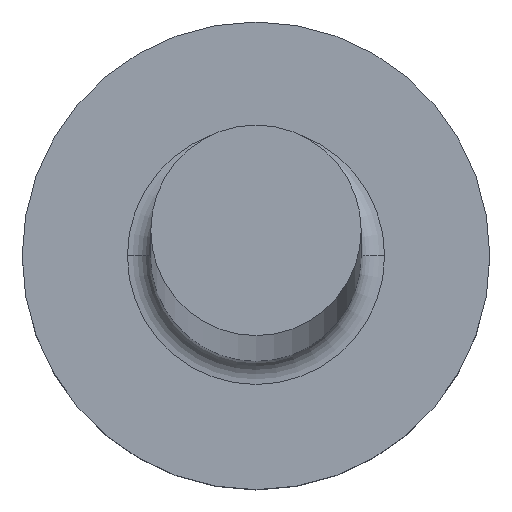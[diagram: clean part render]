
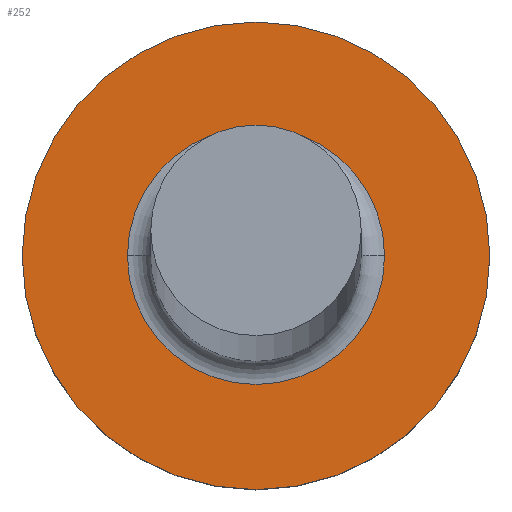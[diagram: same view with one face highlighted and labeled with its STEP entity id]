
A CAD part, top view. The second image highlights one B-rep face of the part: STEP entity #252.
In plain terms, the highlighted planar face has unit normal (0, 0, 1).
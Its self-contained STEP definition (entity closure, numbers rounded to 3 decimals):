
#1 = CARTESIAN_POINT ( 'NONE',  ( 0., 0., 1.5 ) ) ;
#4 = DIRECTION ( 'NONE',  ( 0., 0., 1. ) ) ;
#17 = CARTESIAN_POINT ( 'NONE',  ( 1.1, 0., 1.5 ) ) ;
#19 = CIRCLE ( 'NONE', #172, 2. ) ;
#24 = FACE_OUTER_BOUND ( 'NONE', #178, .T. ) ;
#25 = DIRECTION ( 'NONE',  ( 1., 0., 0. ) ) ;
#35 = ORIENTED_EDGE ( 'NONE', *, *, #303, .T. ) ;
#41 = CARTESIAN_POINT ( 'NONE',  ( 2., 0., 1.5 ) ) ;
#44 = DIRECTION ( 'NONE',  ( 0., 0., 1. ) ) ;
#45 = EDGE_CURVE ( 'NONE', #106, #221, #19, .T. ) ;
#48 = DIRECTION ( 'NONE',  ( 1., 0., 0. ) ) ;
#72 = CARTESIAN_POINT ( 'NONE',  ( 0., 0., 1.5 ) ) ;
#83 = VERTEX_POINT ( 'NONE', #17 ) ;
#95 = CARTESIAN_POINT ( 'NONE',  ( -2., 0., 1.5 ) ) ;
#97 = CIRCLE ( 'NONE', #210, 1.1 ) ;
#105 = ORIENTED_EDGE ( 'NONE', *, *, #265, .T. ) ;
#106 = VERTEX_POINT ( 'NONE', #41 ) ;
#108 = DIRECTION ( 'NONE',  ( 1., 0., 0. ) ) ;
#117 = AXIS2_PLACEMENT_3D ( 'NONE', #232, #4, #25 ) ;
#123 = CIRCLE ( 'NONE', #219, 1.1 ) ;
#153 = EDGE_LOOP ( 'NONE', ( #105, #35 ) ) ;
#157 = ORIENTED_EDGE ( 'NONE', *, *, #45, .T. ) ;
#172 = AXIS2_PLACEMENT_3D ( 'NONE', #206, #211, #108 ) ;
#178 = EDGE_LOOP ( 'NONE', ( #253, #157 ) ) ;
#192 = PLANE ( 'NONE',  #293 ) ;
#206 = CARTESIAN_POINT ( 'NONE',  ( 0., 0., 1.5 ) ) ;
#208 = EDGE_CURVE ( 'NONE', #221, #106, #251, .T. ) ;
#210 = AXIS2_PLACEMENT_3D ( 'NONE', #72, #285, #262 ) ;
#211 = DIRECTION ( 'NONE',  ( 0., 0., 1. ) ) ;
#213 = FACE_BOUND ( 'NONE', #153, .T. ) ;
#215 = CARTESIAN_POINT ( 'NONE',  ( -1.1, 0., 1.5 ) ) ;
#216 = CARTESIAN_POINT ( 'NONE',  ( 0., 0., 1.5 ) ) ;
#219 = AXIS2_PLACEMENT_3D ( 'NONE', #1, #304, #48 ) ;
#221 = VERTEX_POINT ( 'NONE', #95 ) ;
#232 = CARTESIAN_POINT ( 'NONE',  ( 0., 0., 1.5 ) ) ;
#245 = VERTEX_POINT ( 'NONE', #215 ) ;
#251 = CIRCLE ( 'NONE', #117, 2. ) ;
#252 = ADVANCED_FACE ( 'NONE', ( #213, #24 ), #192, .T. ) ;
#253 = ORIENTED_EDGE ( 'NONE', *, *, #208, .T. ) ;
#259 = DIRECTION ( 'NONE',  ( 1., 0., 0. ) ) ;
#262 = DIRECTION ( 'NONE',  ( 1., 0., 0. ) ) ;
#265 = EDGE_CURVE ( 'NONE', #83, #245, #123, .T. ) ;
#285 = DIRECTION ( 'NONE',  ( 0., 0., -1. ) ) ;
#293 = AXIS2_PLACEMENT_3D ( 'NONE', #216, #44, #259 ) ;
#303 = EDGE_CURVE ( 'NONE', #245, #83, #97, .T. ) ;
#304 = DIRECTION ( 'NONE',  ( 0., 0., -1. ) ) ;
